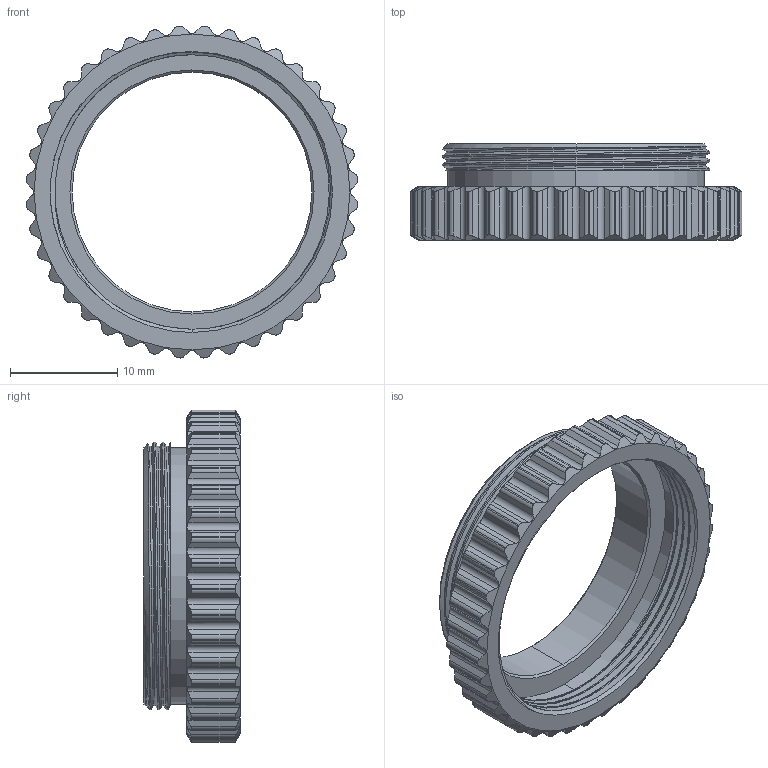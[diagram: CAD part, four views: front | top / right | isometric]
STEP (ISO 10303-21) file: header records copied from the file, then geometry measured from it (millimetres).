
FILE_DESCRIPTION (( 'STEP AP214' ), '1' );
FILE_NAME ('CSRING5MM.STEP', '2016-06-25T11:35:24', ( 'zveris' ), ( '' ), 'SwSTEP 2.0', 'SolidWorks 2015', '' );
FILE_SCHEMA (( 'AUTOMOTIVE_DESIGN' ));
Length unit declared in the file: millimetre
Products named in the file (1): CSRING5MM
Bounding box: 31.01 x 9 x 31.02 mm (x, y, z)
Volume: 1261.8 mm3; surface area: 2506.7 mm2
Topology: 1 solids, 1 shells, 329 faces, 955 edges, 632 vertices
Faces by surface type: cylinder 225, plane 87, cone 13, bspline 4
Entity records: 13092 total; most frequent: CARTESIAN_POINT 5377, ORIENTED_EDGE 1910, DIRECTION 1207, EDGE_CURVE 955, VERTEX_POINT 632, B_SPLINE_CURVE_WITH_KNOTS 453, AXIS2_PLACEMENT_3D 446, EDGE_LOOP 335
